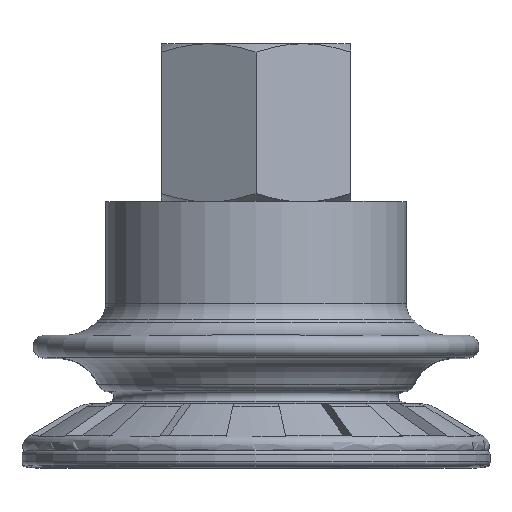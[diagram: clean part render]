
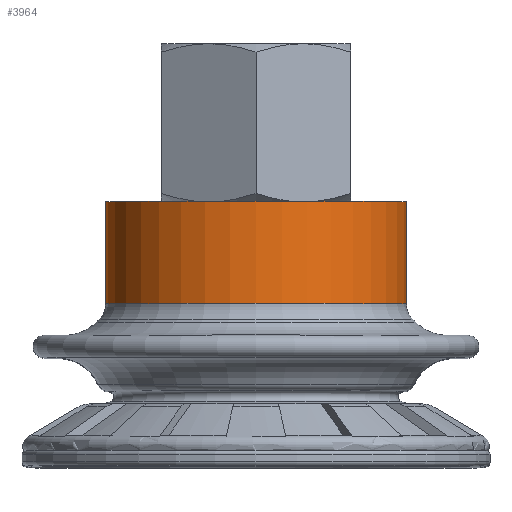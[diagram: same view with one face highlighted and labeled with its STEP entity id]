
A CAD part, top view. The second image highlights one B-rep face of the part: STEP entity #3964.
In plain terms, the highlighted cylindrical face has radius 13.5 mm (diameter 27 mm), a partial arc.
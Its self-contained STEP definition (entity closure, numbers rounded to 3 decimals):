
#96=CYLINDRICAL_SURFACE('',#4425,13.5);
#358=CIRCLE('',#4382,13.5);
#383=CIRCLE('',#4424,13.5);
#1301=ORIENTED_EDGE('',*,*,#2105,.F.);
#1302=ORIENTED_EDGE('',*,*,#2063,.T.);
#1303=ORIENTED_EDGE('',*,*,#2068,.T.);
#1304=ORIENTED_EDGE('',*,*,#2077,.T.);
#2063=EDGE_CURVE('',#2492,#2494,#2826,.T.);
#2068=EDGE_CURVE('',#2494,#2498,#358,.T.);
#2077=EDGE_CURVE('',#2498,#2506,#2830,.T.);
#2105=EDGE_CURVE('',#2492,#2506,#383,.T.);
#2492=VERTEX_POINT('',#6789);
#2494=VERTEX_POINT('',#6795);
#2498=VERTEX_POINT('',#6805);
#2506=VERTEX_POINT('',#6823);
#2826=LINE('',#6796,#3120);
#2830=LINE('',#6824,#3124);
#3120=VECTOR('',#5481,1000.);
#3124=VECTOR('',#5509,1000.);
#3316=EDGE_LOOP('',(#1301,#1302,#1303,#1304));
#3584=FACE_BOUND('',#3316,.T.);
#3964=ADVANCED_FACE('',(#3584),#96,.T.);
#4382=AXIS2_PLACEMENT_3D('',#6806,#5491,#5492);
#4424=AXIS2_PLACEMENT_3D('',#6878,#5587,#5588);
#4425=AXIS2_PLACEMENT_3D('',#6879,#5589,#5590);
#5481=DIRECTION('',(0.,1.,0.));
#5491=DIRECTION('',(0.,-1.,0.));
#5492=DIRECTION('',(0.,0.,-1.));
#5509=DIRECTION('',(0.,-1.,0.));
#5587=DIRECTION('',(0.,-1.,0.));
#5588=DIRECTION('',(0.,0.,-1.));
#5589=DIRECTION('',(0.,-1.,0.));
#5590=DIRECTION('',(0.,0.,-1.));
#6789=CARTESIAN_POINT('',(13.5,14.642,22.5));
#6795=CARTESIAN_POINT('',(13.5,23.8,22.5));
#6796=CARTESIAN_POINT('',(13.5,14.642,22.5));
#6805=CARTESIAN_POINT('',(-13.5,23.8,22.5));
#6806=CARTESIAN_POINT('',(0.,23.8,22.5));
#6823=CARTESIAN_POINT('',(-13.5,14.642,22.5));
#6824=CARTESIAN_POINT('',(-13.5,23.8,22.5));
#6878=CARTESIAN_POINT('',(0.,14.642,22.5));
#6879=CARTESIAN_POINT('',(0.,0.,22.5));
